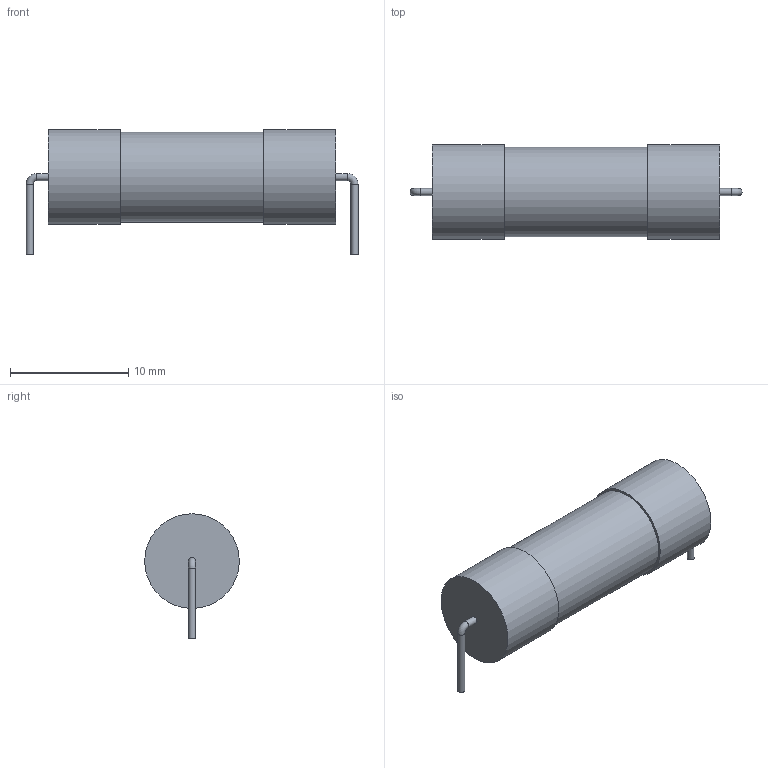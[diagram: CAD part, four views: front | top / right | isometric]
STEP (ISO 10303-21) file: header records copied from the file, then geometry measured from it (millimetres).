
FILE_DESCRIPTION(/* description */ (''),/* implementation_level */ '2;1');
FILE_NAME(/* name */ 'RESAD2745W60L2407D772B v1.step',/* time_stamp */ '2022-07-01T14:54:52-07:00',/* author */ (''),/* organization */ (''),/* preprocessor_version */ 'ST-DEVELOPER v19',/* originating_system */ 'Autodesk Translation Framework v11.7.0.108',/* authorisation */ '');
FILE_SCHEMA (('AUTOMOTIVE_DESIGN { 1 0 10303 214 3 1 1 }'));
Length unit declared in the file: millimetre
Products named in the file (2): RESAD2745W60L2407D772B; Model
Assembly tree (1 placements, depth 2):
  RESAD2745W60L2407D772B
    Model
Bounding box: 28.05 x 8 x 10.52 mm (x, y, z)
Volume: 1164 mm3; surface area: 735.3 mm2
Topology: 3 solids, 3 shells, 17 faces, 27 edges, 18 vertices
Faces by surface type: plane 8, cylinder 7, torus 2
Full cylindrical faces by diameter (mm): 0.6 x4, 7.6 x1, 8 x2
Entity records: 466 total; most frequent: DIRECTION 87, CARTESIAN_POINT 65, ORIENTED_EDGE 54, AXIS2_PLACEMENT_3D 40, EDGE_CURVE 27, CIRCLE 20, EDGE_LOOP 19, VERTEX_POINT 18
